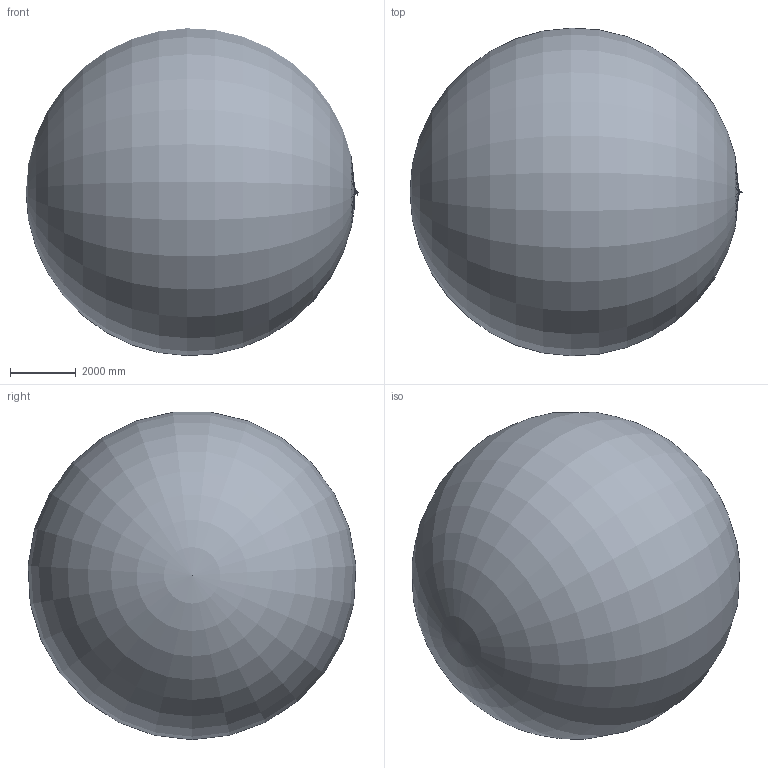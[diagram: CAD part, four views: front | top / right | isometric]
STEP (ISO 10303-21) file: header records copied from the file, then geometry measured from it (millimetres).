
FILE_DESCRIPTION(/* description */ ('Unknown'),/* implementation_level */ '2;1');
FILE_NAME(/* name */ '24058001',/* time_stamp */ '2022-09-01T09:30:43+02:00',/* author */ ('Unknown'),/* organization */ ('GROHE AG'),/* preprocessor_version */ 'ST-DEVELOPER v16.7',/* originating_system */ 'DEX',/* authorisation */ $);
FILE_SCHEMA (('AUTOMOTIVE_DESIGN {1 0 10303 214 3 1 1}'));
Length unit declared in the file: millimetre
Products named in the file (7): 24058001; 24058001_0; 24058001_1; 24058001_2; A4286283-2; A4286283-2_0
Assembly tree (6 placements, depth 2):
  24058001
    24058001
    24058001_0
    24058001_1
    24058001_2
    A4286283-2
    A4286283-2_0
Bounding box: 10084.53 x 9960.97 x 9944.12 mm (x, y, z)
Volume: 521147037094.5 mm3; surface area: 313248229.2 mm2
Topology: 6 solids, 7 shells, 87 faces, 191 edges, 125 vertices
Faces by surface type: plane 32, bspline 32, cylinder 15, cone 4, sphere 3, torus 1
Full cylindrical faces by diameter (mm): 6.35 x1, 7.5 x1, 7.793 x1, 9.8 x1, 12.5 x2, 23 x1
Entity records: 5049 total; most frequent: CARTESIAN_POINT 3298, ORIENTED_EDGE 340, DIRECTION 188, EDGE_CURVE 170, B_SPLINE_CURVE_WITH_KNOTS 130, VERTEX_POINT 120, FACE_BOUND 110, EDGE_LOOP 109
